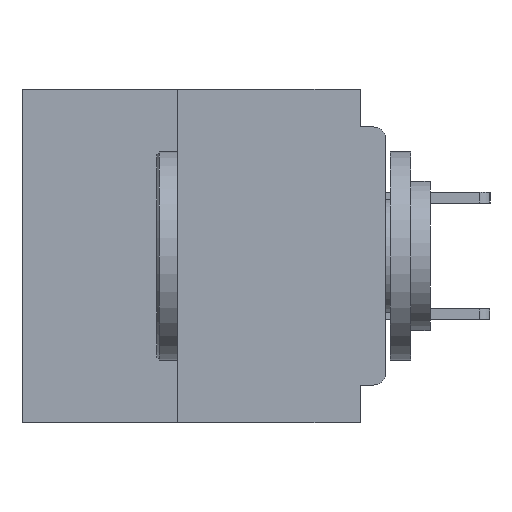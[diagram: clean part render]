
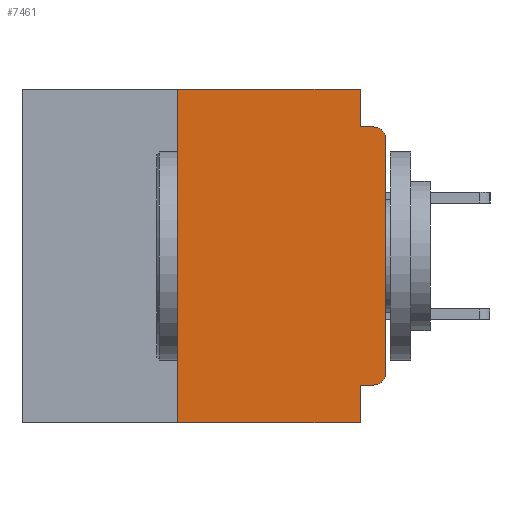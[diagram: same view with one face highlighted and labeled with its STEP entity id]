
A CAD part, left-side view. The second image highlights one B-rep face of the part: STEP entity #7461.
In plain terms, the highlighted planar face has unit normal (-1, 0, 0).
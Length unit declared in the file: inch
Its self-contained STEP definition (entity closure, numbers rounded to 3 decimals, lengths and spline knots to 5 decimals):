
#789 = LINE ( 'NONE', #910, #25452 ) ;
#896 = CARTESIAN_POINT ( 'NONE',  ( 0., 0.015, -0.045 ) ) ;
#910 = CARTESIAN_POINT ( 'NONE',  ( 0., 0.031, -0.4 ) ) ;
#1476 = CARTESIAN_POINT ( 'NONE',  ( 0., 0.031, 0. ) ) ;
#3488 = CIRCLE ( 'NONE', #24785, 0.015 ) ;
#3619 = ORIENTED_EDGE ( 'NONE', *, *, #42680, .F. ) ;
#4137 = ORIENTED_EDGE ( 'NONE', *, *, #33467, .T. ) ;
#4257 = DIRECTION ( 'NONE',  ( 0., -1., 0. ) ) ;
#4531 = VERTEX_POINT ( 'NONE', #39447 ) ;
#4684 = CIRCLE ( 'NONE', #29002, 0.015 ) ;
#4699 = ORIENTED_EDGE ( 'NONE', *, *, #5271, .T. ) ;
#5271 = EDGE_CURVE ( 'NONE', #18173, #13596, #4684, .T. ) ;
#6598 = EDGE_CURVE ( 'NONE', #27464, #31451, #41110, .T. ) ;
#6638 = DIRECTION ( 'NONE',  ( 0., 0., 1. ) ) ;
#6691 = VECTOR ( 'NONE', #4257, 39.37008 ) ;
#6738 = CARTESIAN_POINT ( 'NONE',  ( 0., 0.015, -0.34 ) ) ;
#6753 = CARTESIAN_POINT ( 'NONE',  ( 0., 0., -0.355 ) ) ;
#7302 = VERTEX_POINT ( 'NONE', #896 ) ;
#7414 = VERTEX_POINT ( 'NONE', #24794 ) ;
#7461 = ADVANCED_FACE ( 'NONE', ( #43082 ), #31829, .F. ) ;
#8279 = CARTESIAN_POINT ( 'NONE',  ( 0., 0.437, 0. ) ) ;
#8777 = EDGE_CURVE ( 'NONE', #4531, #7302, #16487, .T. ) ;
#9529 = VECTOR ( 'NONE', #6638, 39.37008 ) ;
#10016 = EDGE_CURVE ( 'NONE', #7414, #27464, #18452, .T. ) ;
#10113 = DIRECTION ( 'NONE',  ( 0., 0., -1. ) ) ;
#10138 = CARTESIAN_POINT ( 'NONE',  ( 0., 0.437, -0.4 ) ) ;
#13410 = LINE ( 'NONE', #1476, #31213 ) ;
#13596 = VERTEX_POINT ( 'NONE', #35027 ) ;
#14336 = VERTEX_POINT ( 'NONE', #29127 ) ;
#14809 = CARTESIAN_POINT ( 'NONE',  ( 0., 0.015, -0.06 ) ) ;
#15166 = DIRECTION ( 'NONE',  ( 0., 0., -1. ) ) ;
#15819 = CARTESIAN_POINT ( 'NONE',  ( 0., 0., -0.045 ) ) ;
#16487 = LINE ( 'NONE', #15819, #40907 ) ;
#16648 = CARTESIAN_POINT ( 'NONE',  ( 0., 0.031, -0.355 ) ) ;
#17007 = CARTESIAN_POINT ( 'NONE',  ( 0., 0., 0. ) ) ;
#18173 = VERTEX_POINT ( 'NONE', #30398 ) ;
#18192 = DIRECTION ( 'NONE',  ( 0., 0., -1. ) ) ;
#18375 = ORIENTED_EDGE ( 'NONE', *, *, #10016, .F. ) ;
#18452 = LINE ( 'NONE', #26641, #9529 ) ;
#18937 = VECTOR ( 'NONE', #36842, 39.37008 ) ;
#20017 = LINE ( 'NONE', #6753, #27813 ) ;
#20121 = AXIS2_PLACEMENT_3D ( 'NONE', #8279, #35139, #15166 ) ;
#20433 = ORIENTED_EDGE ( 'NONE', *, *, #39538, .F. ) ;
#20929 = ORIENTED_EDGE ( 'NONE', *, *, #23627, .T. ) ;
#21008 = LINE ( 'NONE', #10138, #18937 ) ;
#21123 = CARTESIAN_POINT ( 'NONE',  ( 0., 0.031, -0.4 ) ) ;
#23412 = DIRECTION ( 'NONE',  ( 0., 1., 0. ) ) ;
#23627 = EDGE_CURVE ( 'NONE', #13596, #14336, #33616, .T. ) ;
#24070 = EDGE_LOOP ( 'NONE', ( #20929, #4137, #39664, #41750, #25126, #18375, #36079, #20433, #3619, #4699 ) ) ;
#24318 = CARTESIAN_POINT ( 'NONE',  ( 0., 0.437, 0. ) ) ;
#24554 = VERTEX_POINT ( 'NONE', #16648 ) ;
#24735 = VECTOR ( 'NONE', #30411, 39.37008 ) ;
#24785 = AXIS2_PLACEMENT_3D ( 'NONE', #14809, #38098, #18192 ) ;
#24794 = CARTESIAN_POINT ( 'NONE',  ( 0., 0.25, -0.4 ) ) ;
#24954 = DIRECTION ( 'NONE',  ( 0., 0., -1. ) ) ;
#25122 = EDGE_CURVE ( 'NONE', #7414, #34634, #21008, .T. ) ;
#25126 = ORIENTED_EDGE ( 'NONE', *, *, #6598, .F. ) ;
#25316 = CARTESIAN_POINT ( 'NONE',  ( 0., 0.25, 0. ) ) ;
#25452 = VECTOR ( 'NONE', #41082, 39.37008 ) ;
#26641 = CARTESIAN_POINT ( 'NONE',  ( 0., 0.25, -0.4 ) ) ;
#27464 = VERTEX_POINT ( 'NONE', #25316 ) ;
#27767 = CARTESIAN_POINT ( 'NONE',  ( 0., 0.031, 0. ) ) ;
#27813 = VECTOR ( 'NONE', #23412, 39.37008 ) ;
#29002 = AXIS2_PLACEMENT_3D ( 'NONE', #6738, #30132, #10113 ) ;
#29127 = CARTESIAN_POINT ( 'NONE',  ( 0., 0., -0.06 ) ) ;
#30132 = DIRECTION ( 'NONE',  ( -1., 0., 0. ) ) ;
#30398 = CARTESIAN_POINT ( 'NONE',  ( 0., 0.015, -0.355 ) ) ;
#30411 = DIRECTION ( 'NONE',  ( 0., 0., 1. ) ) ;
#31213 = VECTOR ( 'NONE', #24954, 39.37008 ) ;
#31451 = VERTEX_POINT ( 'NONE', #27767 ) ;
#31829 = PLANE ( 'NONE',  #20121 ) ;
#33467 = EDGE_CURVE ( 'NONE', #14336, #7302, #3488, .T. ) ;
#33616 = LINE ( 'NONE', #17007, #24735 ) ;
#34634 = VERTEX_POINT ( 'NONE', #21123 ) ;
#35027 = CARTESIAN_POINT ( 'NONE',  ( 0., 0., -0.34 ) ) ;
#35139 = DIRECTION ( 'NONE',  ( 1., 0., 0. ) ) ;
#36079 = ORIENTED_EDGE ( 'NONE', *, *, #25122, .T. ) ;
#36842 = DIRECTION ( 'NONE',  ( 0., -1., 0. ) ) ;
#38098 = DIRECTION ( 'NONE',  ( -1., 0., 0. ) ) ;
#39068 = DIRECTION ( 'NONE',  ( 0., -1., 0. ) ) ;
#39447 = CARTESIAN_POINT ( 'NONE',  ( 0., 0.031, -0.045 ) ) ;
#39538 = EDGE_CURVE ( 'NONE', #24554, #34634, #789, .T. ) ;
#39615 = EDGE_CURVE ( 'NONE', #31451, #4531, #13410, .T. ) ;
#39664 = ORIENTED_EDGE ( 'NONE', *, *, #8777, .F. ) ;
#40907 = VECTOR ( 'NONE', #39068, 39.37008 ) ;
#41082 = DIRECTION ( 'NONE',  ( 0., 0., -1. ) ) ;
#41110 = LINE ( 'NONE', #24318, #6691 ) ;
#41750 = ORIENTED_EDGE ( 'NONE', *, *, #39615, .F. ) ;
#42680 = EDGE_CURVE ( 'NONE', #18173, #24554, #20017, .T. ) ;
#43082 = FACE_OUTER_BOUND ( 'NONE', #24070, .T. ) ;
